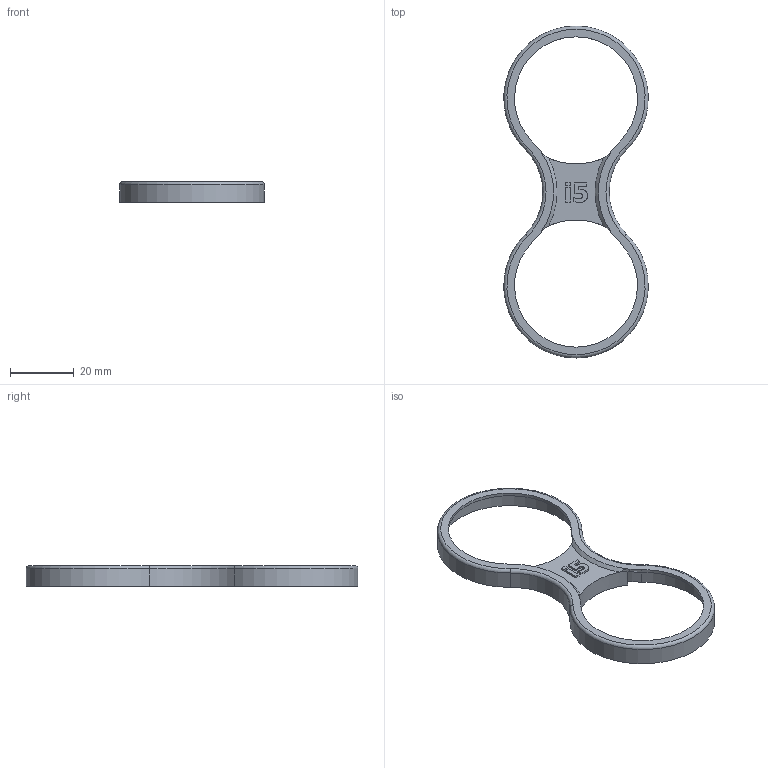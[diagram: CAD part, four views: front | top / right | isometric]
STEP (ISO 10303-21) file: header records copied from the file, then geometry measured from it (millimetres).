
Length unit declared in the file: millimetre
Products named in the file (1): Loft Vent_Gornji
Bounding box: 45.34 x 104.2 x 6.5 mm (x, y, z)
Volume: 4175.1 mm3; surface area: 6156.7 mm2
Topology: 1 solids, 1 shells, 69 faces, 179 edges, 114 vertices
Faces by surface type: plane 24, cylinder 18, bspline 17, torus 8, cone 2
Entity records: 2500 total; most frequent: CARTESIAN_POINT 764, ORIENTED_EDGE 358, DIRECTION 303, EDGE_CURVE 179, VERTEX_POINT 114, AXIS2_PLACEMENT_3D 113, LINE 77, VECTOR 77
